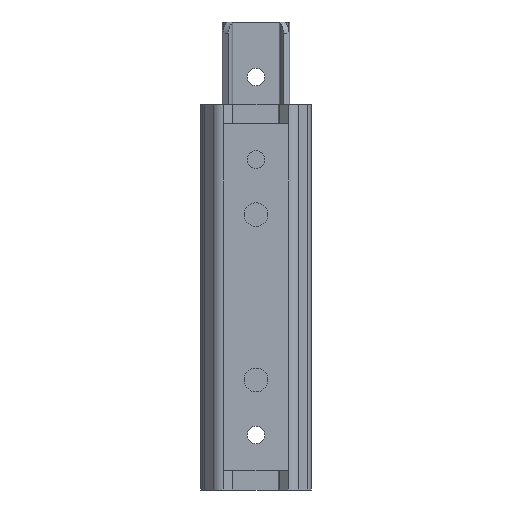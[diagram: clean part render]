
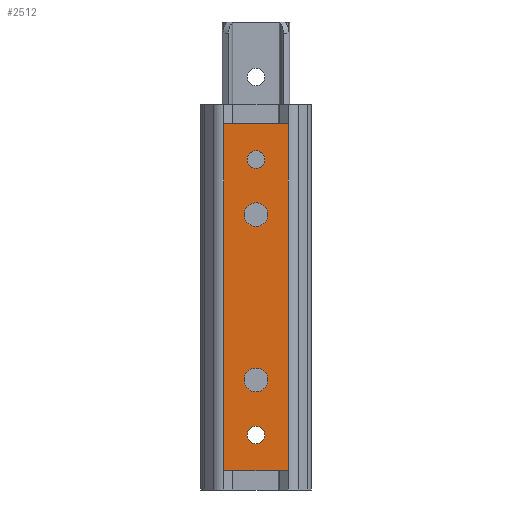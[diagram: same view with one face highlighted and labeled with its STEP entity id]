
A CAD part, left-side view. The second image highlights one B-rep face of the part: STEP entity #2512.
In plain terms, the highlighted planar face has unit normal (-1, 0, 0).
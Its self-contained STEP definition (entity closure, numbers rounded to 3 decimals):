
#8 = CARTESIAN_POINT ( 'NONE',  ( 0., 0., -20. ) ) ;
#123 = CARTESIAN_POINT ( 'NONE',  ( 0., 0., -50. ) ) ;
#137 = DIRECTION ( 'NONE',  ( 1., 0., 0. ) ) ;
#145 = CIRCLE ( 'NONE', #1820, 2.15 ) ;
#169 = DIRECTION ( 'NONE',  ( 0., 1., 0. ) ) ;
#174 = DIRECTION ( 'NONE',  ( -1., 0., 0. ) ) ;
#225 = CARTESIAN_POINT ( 'NONE',  ( 0., 1.6, -60. ) ) ;
#247 = CARTESIAN_POINT ( 'NONE',  ( 0., -5.849, -3.5 ) ) ;
#272 = ORIENTED_EDGE ( 'NONE', *, *, #822, .T. ) ;
#323 = EDGE_LOOP ( 'NONE', ( #2592, #272 ) ) ;
#346 = CARTESIAN_POINT ( 'NONE',  ( 0., 0., -10. ) ) ;
#380 = DIRECTION ( 'NONE',  ( 0., 1., 0. ) ) ;
#415 = CIRCLE ( 'NONE', #1447, 1.6 ) ;
#476 = FACE_OUTER_BOUND ( 'NONE', #1067, .T. ) ;
#547 = CARTESIAN_POINT ( 'NONE',  ( 0., 5.849, -70. ) ) ;
#574 = EDGE_CURVE ( 'NONE', #1687, #2390, #1768, .T. ) ;
#601 = EDGE_CURVE ( 'NONE', #1920, #2643, #714, .T. ) ;
#606 = VERTEX_POINT ( 'NONE', #1759 ) ;
#645 = LINE ( 'NONE', #547, #844 ) ;
#682 = ORIENTED_EDGE ( 'NONE', *, *, #3149, .F. ) ;
#701 = CARTESIAN_POINT ( 'NONE',  ( 0., 0., -20. ) ) ;
#709 = ORIENTED_EDGE ( 'NONE', *, *, #574, .T. ) ;
#711 = CARTESIAN_POINT ( 'NONE',  ( 0., 0., -50. ) ) ;
#714 = LINE ( 'NONE', #2251, #1772 ) ;
#735 = CIRCLE ( 'NONE', #2872, 1.6 ) ;
#806 = CARTESIAN_POINT ( 'NONE',  ( 0., 5.849, -3.5 ) ) ;
#816 = LINE ( 'NONE', #1858, #2770 ) ;
#817 = VERTEX_POINT ( 'NONE', #1377 ) ;
#822 = EDGE_CURVE ( 'NONE', #2724, #2690, #415, .T. ) ;
#831 = DIRECTION ( 'NONE',  ( 0., 1., 0. ) ) ;
#844 = VECTOR ( 'NONE', #1691, 1000. ) ;
#888 = ORIENTED_EDGE ( 'NONE', *, *, #3295, .T. ) ;
#915 = EDGE_CURVE ( 'NONE', #606, #817, #145, .T. ) ;
#945 = CARTESIAN_POINT ( 'NONE',  ( 0., 0., -70. ) ) ;
#1015 = DIRECTION ( 'NONE',  ( 1., 0., 0. ) ) ;
#1064 = AXIS2_PLACEMENT_3D ( 'NONE', #8, #1015, #2895 ) ;
#1067 = EDGE_LOOP ( 'NONE', ( #1417, #3009, #1142, #682 ) ) ;
#1105 = VERTEX_POINT ( 'NONE', #3174 ) ;
#1132 = EDGE_CURVE ( 'NONE', #1471, #2152, #2361, .T. ) ;
#1142 = ORIENTED_EDGE ( 'NONE', *, *, #3375, .F. ) ;
#1162 = DIRECTION ( 'NONE',  ( 1., 0., 0. ) ) ;
#1175 = PLANE ( 'NONE',  #1822 ) ;
#1178 = DIRECTION ( 'NONE',  ( 0., 1., 0. ) ) ;
#1185 = CARTESIAN_POINT ( 'NONE',  ( 0., 0., -10. ) ) ;
#1204 = DIRECTION ( 'NONE',  ( 1., 0., 0. ) ) ;
#1248 = EDGE_CURVE ( 'NONE', #2152, #1471, #735, .T. ) ;
#1377 = CARTESIAN_POINT ( 'NONE',  ( 0., -2.15, -50. ) ) ;
#1417 = ORIENTED_EDGE ( 'NONE', *, *, #3276, .F. ) ;
#1447 = AXIS2_PLACEMENT_3D ( 'NONE', #1185, #3178, #831 ) ;
#1468 = FACE_BOUND ( 'NONE', #2122, .T. ) ;
#1471 = VERTEX_POINT ( 'NONE', #225 ) ;
#1495 = CARTESIAN_POINT ( 'NONE',  ( 0., 5.849, -66.5 ) ) ;
#1589 = DIRECTION ( 'NONE',  ( 0., -1., 0. ) ) ;
#1626 = DIRECTION ( 'NONE',  ( 1., 0., 0. ) ) ;
#1647 = CARTESIAN_POINT ( 'NONE',  ( 0., 2.15, -20. ) ) ;
#1687 = VERTEX_POINT ( 'NONE', #2155 ) ;
#1691 = DIRECTION ( 'NONE',  ( 0., 0., 1. ) ) ;
#1702 = DIRECTION ( 'NONE',  ( 0., 0., 1. ) ) ;
#1759 = CARTESIAN_POINT ( 'NONE',  ( 0., 2.15, -50. ) ) ;
#1768 = CIRCLE ( 'NONE', #3356, 2.15 ) ;
#1772 = VECTOR ( 'NONE', #2045, 1000. ) ;
#1820 = AXIS2_PLACEMENT_3D ( 'NONE', #711, #2556, #1996 ) ;
#1822 = AXIS2_PLACEMENT_3D ( 'NONE', #945, #174, #1702 ) ;
#1858 = CARTESIAN_POINT ( 'NONE',  ( 0., 5.849, -66.5 ) ) ;
#1867 = VERTEX_POINT ( 'NONE', #1495 ) ;
#1920 = VERTEX_POINT ( 'NONE', #2049 ) ;
#1954 = EDGE_CURVE ( 'NONE', #2390, #1687, #2538, .T. ) ;
#1994 = LINE ( 'NONE', #806, #2929 ) ;
#1996 = DIRECTION ( 'NONE',  ( 0., 1., 0. ) ) ;
#2045 = DIRECTION ( 'NONE',  ( 0., 0., 1. ) ) ;
#2049 = CARTESIAN_POINT ( 'NONE',  ( 0., -5.849, -66.5 ) ) ;
#2091 = CIRCLE ( 'NONE', #2871, 2.15 ) ;
#2099 = ORIENTED_EDGE ( 'NONE', *, *, #1954, .T. ) ;
#2121 = EDGE_CURVE ( 'NONE', #2690, #2724, #3355, .T. ) ;
#2122 = EDGE_LOOP ( 'NONE', ( #2367, #3073 ) ) ;
#2149 = CARTESIAN_POINT ( 'NONE',  ( 0., 0., -60. ) ) ;
#2152 = VERTEX_POINT ( 'NONE', #2665 ) ;
#2155 = CARTESIAN_POINT ( 'NONE',  ( 0., -2.15, -20. ) ) ;
#2167 = DIRECTION ( 'NONE',  ( 0., 1., 0. ) ) ;
#2188 = ORIENTED_EDGE ( 'NONE', *, *, #915, .T. ) ;
#2192 = DIRECTION ( 'NONE',  ( 0., 1., 0. ) ) ;
#2251 = CARTESIAN_POINT ( 'NONE',  ( 0., -5.849, -70. ) ) ;
#2309 = AXIS2_PLACEMENT_3D ( 'NONE', #346, #1626, #2983 ) ;
#2361 = CIRCLE ( 'NONE', #2532, 1.6 ) ;
#2367 = ORIENTED_EDGE ( 'NONE', *, *, #1132, .T. ) ;
#2372 = EDGE_LOOP ( 'NONE', ( #2188, #888 ) ) ;
#2390 = VERTEX_POINT ( 'NONE', #1647 ) ;
#2428 = EDGE_LOOP ( 'NONE', ( #2099, #709 ) ) ;
#2462 = CARTESIAN_POINT ( 'NONE',  ( 0., 0., -60. ) ) ;
#2499 = FACE_BOUND ( 'NONE', #2372, .T. ) ;
#2512 = ADVANCED_FACE ( 'NONE', ( #3070, #2499, #1468, #3006, #476 ), #1175, .T. ) ;
#2532 = AXIS2_PLACEMENT_3D ( 'NONE', #2149, #2671, #2167 ) ;
#2538 = CIRCLE ( 'NONE', #1064, 2.15 ) ;
#2556 = DIRECTION ( 'NONE',  ( 1., 0., 0. ) ) ;
#2592 = ORIENTED_EDGE ( 'NONE', *, *, #2121, .T. ) ;
#2643 = VERTEX_POINT ( 'NONE', #247 ) ;
#2665 = CARTESIAN_POINT ( 'NONE',  ( 0., -1.6, -60. ) ) ;
#2671 = DIRECTION ( 'NONE',  ( 1., 0., 0. ) ) ;
#2690 = VERTEX_POINT ( 'NONE', #2883 ) ;
#2724 = VERTEX_POINT ( 'NONE', #2965 ) ;
#2770 = VECTOR ( 'NONE', #380, 1000. ) ;
#2871 = AXIS2_PLACEMENT_3D ( 'NONE', #123, #1162, #2192 ) ;
#2872 = AXIS2_PLACEMENT_3D ( 'NONE', #2462, #137, #1178 ) ;
#2883 = CARTESIAN_POINT ( 'NONE',  ( 0., 1.6, -10. ) ) ;
#2895 = DIRECTION ( 'NONE',  ( 0., 1., 0. ) ) ;
#2929 = VECTOR ( 'NONE', #1589, 1000. ) ;
#2965 = CARTESIAN_POINT ( 'NONE',  ( 0., -1.6, -10. ) ) ;
#2983 = DIRECTION ( 'NONE',  ( 0., 1., 0. ) ) ;
#3006 = FACE_BOUND ( 'NONE', #2428, .T. ) ;
#3009 = ORIENTED_EDGE ( 'NONE', *, *, #601, .T. ) ;
#3070 = FACE_BOUND ( 'NONE', #323, .T. ) ;
#3073 = ORIENTED_EDGE ( 'NONE', *, *, #1248, .T. ) ;
#3149 = EDGE_CURVE ( 'NONE', #1867, #1105, #645, .T. ) ;
#3174 = CARTESIAN_POINT ( 'NONE',  ( 0., 5.849, -3.5 ) ) ;
#3178 = DIRECTION ( 'NONE',  ( 1., 0., 0. ) ) ;
#3276 = EDGE_CURVE ( 'NONE', #1920, #1867, #816, .T. ) ;
#3295 = EDGE_CURVE ( 'NONE', #817, #606, #2091, .T. ) ;
#3355 = CIRCLE ( 'NONE', #2309, 1.6 ) ;
#3356 = AXIS2_PLACEMENT_3D ( 'NONE', #701, #1204, #169 ) ;
#3375 = EDGE_CURVE ( 'NONE', #1105, #2643, #1994, .T. ) ;
